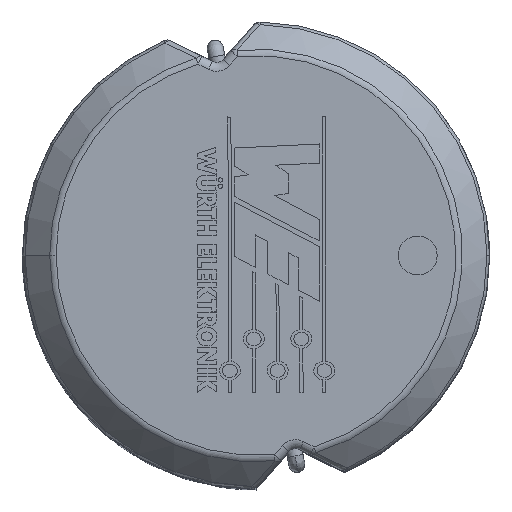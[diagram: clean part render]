
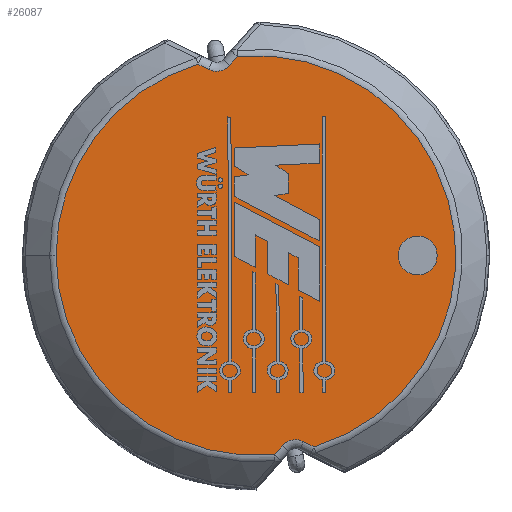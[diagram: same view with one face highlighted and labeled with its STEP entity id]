
A CAD part, top view. The second image highlights one B-rep face of the part: STEP entity #26087.
In plain terms, the highlighted planar face has unit normal (0, 0, 1).
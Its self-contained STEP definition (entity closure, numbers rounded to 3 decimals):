
#406 = CARTESIAN_POINT ( 'NONE',  ( 0.436, -3.177, 6.3 ) ) ;
#414 = ORIENTED_EDGE ( 'NONE', *, *, #9022, .T. ) ;
#450 = CARTESIAN_POINT ( 'NONE',  ( -0.97, 3.194, 6.3 ) ) ;
#459 = EDGE_CURVE ( 'NONE', #1175, #6034, #15353, .T. ) ;
#473 = CIRCLE ( 'NONE', #4734, 0.325 ) ;
#646 = ORIENTED_EDGE ( 'NONE', *, *, #5695, .T. ) ;
#774 = CARTESIAN_POINT ( 'NONE',  ( 0.661, -3.375, 6.3 ) ) ;
#1175 = VERTEX_POINT ( 'NONE', #20101 ) ;
#1683 = CARTESIAN_POINT ( 'NONE',  ( 3.025, 0., 6.3 ) ) ;
#1769 = FACE_BOUND ( 'NONE', #15613, .T. ) ;
#1899 = EDGE_CURVE ( 'NONE', #20059, #8355, #9313, .T. ) ;
#2106 = ORIENTED_EDGE ( 'NONE', *, *, #24316, .F. ) ;
#2186 = DIRECTION ( 'NONE',  ( 0., 0., 1. ) ) ;
#2271 = DIRECTION ( 'NONE',  ( 1., 0., 0. ) ) ;
#2582 = DIRECTION ( 'NONE',  ( -1., 0., 0. ) ) ;
#3238 = DIRECTION ( 'NONE',  ( 0., 0., 1. ) ) ;
#3752 = DIRECTION ( 'NONE',  ( -0.895, 0.446, 0. ) ) ;
#3873 = VERTEX_POINT ( 'NONE', #1683 ) ;
#4221 = ORIENTED_EDGE ( 'NONE', *, *, #8740, .T. ) ;
#4465 = AXIS2_PLACEMENT_3D ( 'NONE', #774, #18809, #24943 ) ;
#4734 = AXIS2_PLACEMENT_3D ( 'NONE', #24832, #14686, #2271 ) ;
#5014 = DIRECTION ( 'NONE',  ( -0.66, -0.751, 0. ) ) ;
#5122 = DIRECTION ( 'NONE',  ( -1., 0., 0. ) ) ;
#5159 = AXIS2_PLACEMENT_3D ( 'NONE', #18332, #14859, #25008 ) ;
#5393 = DIRECTION ( 'NONE',  ( 0., 0., 1. ) ) ;
#5695 = EDGE_CURVE ( 'NONE', #24991, #10570, #20064, .T. ) ;
#6034 = VERTEX_POINT ( 'NONE', #406 ) ;
#6850 = AXIS2_PLACEMENT_3D ( 'NONE', #22722, #20591, #12821 ) ;
#7135 = DIRECTION ( 'NONE',  ( 0., 0., 1. ) ) ;
#7440 = ORIENTED_EDGE ( 'NONE', *, *, #9397, .F. ) ;
#7734 = CIRCLE ( 'NONE', #5159, 3.338 ) ;
#7918 = FACE_OUTER_BOUND ( 'NONE', #25631, .T. ) ;
#8355 = VERTEX_POINT ( 'NONE', #24895 ) ;
#8607 = ORIENTED_EDGE ( 'NONE', *, *, #16115, .F. ) ;
#8685 = VERTEX_POINT ( 'NONE', #17152 ) ;
#8740 = EDGE_CURVE ( 'NONE', #10570, #9490, #21010, .T. ) ;
#9022 = EDGE_CURVE ( 'NONE', #9490, #1175, #7734, .T. ) ;
#9214 = CIRCLE ( 'NONE', #21579, 0.3 ) ;
#9313 = LINE ( 'NONE', #17463, #25022 ) ;
#9397 = EDGE_CURVE ( 'NONE', #18823, #3873, #473, .T. ) ;
#9490 = VERTEX_POINT ( 'NONE', #20968 ) ;
#9623 = VERTEX_POINT ( 'NONE', #23234 ) ;
#10327 = CARTESIAN_POINT ( 'NONE',  ( 2.7, 0., 6.3 ) ) ;
#10570 = VERTEX_POINT ( 'NONE', #450 ) ;
#10595 = DIRECTION ( 'NONE',  ( 1., 0., 0. ) ) ;
#12821 = DIRECTION ( 'NONE',  ( -1., 0., 0. ) ) ;
#14686 = DIRECTION ( 'NONE',  ( 0., 0., 1. ) ) ;
#14707 = PLANE ( 'NONE',  #6850 ) ;
#14859 = DIRECTION ( 'NONE',  ( 0., 0., 1. ) ) ;
#15135 = DIRECTION ( 'NONE',  ( -1., 0., 0. ) ) ;
#15312 = LINE ( 'NONE', #25321, #20873 ) ;
#15353 = LINE ( 'NONE', #23496, #25926 ) ;
#15613 = EDGE_LOOP ( 'NONE', ( #2106, #7440 ) ) ;
#16115 = EDGE_CURVE ( 'NONE', #20059, #6034, #19008, .T. ) ;
#16180 = CIRCLE ( 'NONE', #17476, 3.338 ) ;
#16680 = CARTESIAN_POINT ( 'NONE',  ( 2.375, 0., 6.3 ) ) ;
#17152 = CARTESIAN_POINT ( 'NONE',  ( -0.436, 3.177, 6.3 ) ) ;
#17276 = CARTESIAN_POINT ( 'NONE',  ( 0., 0., 6.3 ) ) ;
#17351 = EDGE_CURVE ( 'NONE', #24991, #8685, #9214, .T. ) ;
#17463 = CARTESIAN_POINT ( 'NONE',  ( 0.904, -3.161, 6.3 ) ) ;
#17476 = AXIS2_PLACEMENT_3D ( 'NONE', #17276, #7135, #2582 ) ;
#17592 = AXIS2_PLACEMENT_3D ( 'NONE', #23428, #5393, #5122 ) ;
#18009 = ORIENTED_EDGE ( 'NONE', *, *, #459, .T. ) ;
#18332 = CARTESIAN_POINT ( 'NONE',  ( 0., 0., 6.3 ) ) ;
#18521 = VECTOR ( 'NONE', #3752, 1000. ) ;
#18809 = DIRECTION ( 'NONE',  ( 0., 0., 1. ) ) ;
#18823 = VERTEX_POINT ( 'NONE', #16680 ) ;
#19008 = CIRCLE ( 'NONE', #4465, 0.3 ) ;
#19974 = ORIENTED_EDGE ( 'NONE', *, *, #1899, .T. ) ;
#20059 = VERTEX_POINT ( 'NONE', #23748 ) ;
#20064 = LINE ( 'NONE', #26319, #18521 ) ;
#20101 = CARTESIAN_POINT ( 'NONE',  ( 0.307, -3.324, 6.3 ) ) ;
#20306 = CARTESIAN_POINT ( 'NONE',  ( -0.795, 3.107, 6.3 ) ) ;
#20344 = ORIENTED_EDGE ( 'NONE', *, *, #17351, .F. ) ;
#20401 = EDGE_CURVE ( 'NONE', #9623, #8685, #15312, .T. ) ;
#20591 = DIRECTION ( 'NONE',  ( 0., 0., -1. ) ) ;
#20873 = VECTOR ( 'NONE', #5014, 1000. ) ;
#20968 = CARTESIAN_POINT ( 'NONE',  ( -3.338, 0., 6.3 ) ) ;
#21010 = CIRCLE ( 'NONE', #17592, 3.338 ) ;
#21044 = EDGE_CURVE ( 'NONE', #8355, #9623, #16180, .T. ) ;
#21551 = CARTESIAN_POINT ( 'NONE',  ( -0.661, 3.375, 6.3 ) ) ;
#21579 = AXIS2_PLACEMENT_3D ( 'NONE', #21551, #3238, #15135 ) ;
#21613 = DIRECTION ( 'NONE',  ( 0.895, -0.446, 0. ) ) ;
#21908 = CIRCLE ( 'NONE', #26163, 0.325 ) ;
#22722 = CARTESIAN_POINT ( 'NONE',  ( 0., 0., 6.3 ) ) ;
#23234 = CARTESIAN_POINT ( 'NONE',  ( -0.307, 3.324, 6.3 ) ) ;
#23428 = CARTESIAN_POINT ( 'NONE',  ( 0., 0., 6.3 ) ) ;
#23496 = CARTESIAN_POINT ( 'NONE',  ( 0.512, -3.09, 6.3 ) ) ;
#23748 = CARTESIAN_POINT ( 'NONE',  ( 0.795, -3.107, 6.3 ) ) ;
#23896 = DIRECTION ( 'NONE',  ( 0.66, 0.751, 0. ) ) ;
#24154 = ORIENTED_EDGE ( 'NONE', *, *, #20401, .T. ) ;
#24316 = EDGE_CURVE ( 'NONE', #3873, #18823, #21908, .T. ) ;
#24832 = CARTESIAN_POINT ( 'NONE',  ( 2.7, 0., 6.3 ) ) ;
#24895 = CARTESIAN_POINT ( 'NONE',  ( 0.97, -3.194, 6.3 ) ) ;
#24943 = DIRECTION ( 'NONE',  ( -1., 0., 0. ) ) ;
#24991 = VERTEX_POINT ( 'NONE', #20306 ) ;
#25008 = DIRECTION ( 'NONE',  ( -1., 0., 0. ) ) ;
#25022 = VECTOR ( 'NONE', #21613, 1000. ) ;
#25321 = CARTESIAN_POINT ( 'NONE',  ( -1.821, 1.602, 6.3 ) ) ;
#25631 = EDGE_LOOP ( 'NONE', ( #646, #4221, #414, #18009, #8607, #19974, #25721, #24154, #20344 ) ) ;
#25721 = ORIENTED_EDGE ( 'NONE', *, *, #21044, .T. ) ;
#25926 = VECTOR ( 'NONE', #23896, 1000. ) ;
#26087 = ADVANCED_FACE ( 'NONE', ( #1769, #7918 ), #14707, .F. ) ;
#26163 = AXIS2_PLACEMENT_3D ( 'NONE', #10327, #2186, #10595 ) ;
#26319 = CARTESIAN_POINT ( 'NONE',  ( 1.082, 2.171, 6.3 ) ) ;
